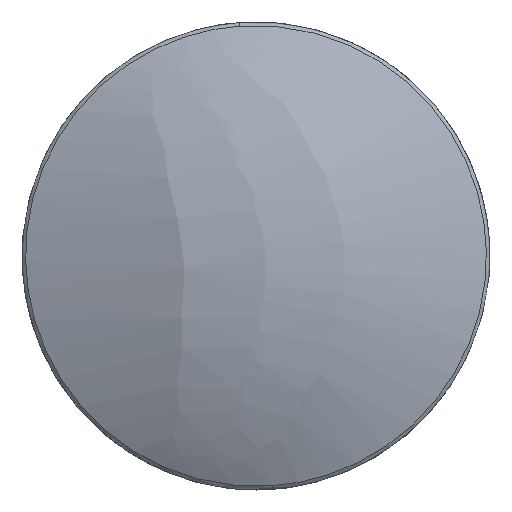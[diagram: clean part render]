
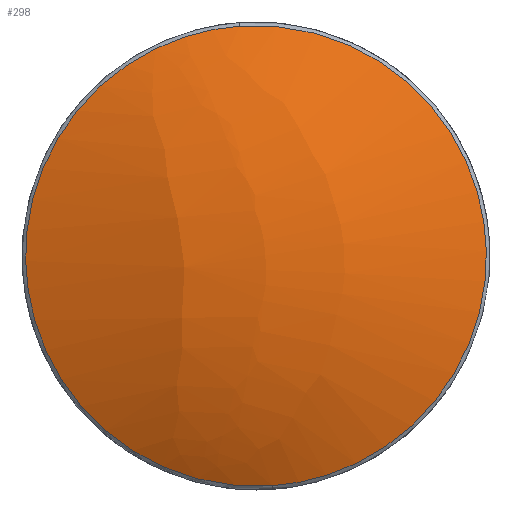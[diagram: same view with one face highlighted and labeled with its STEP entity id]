
A CAD part, top view. The second image highlights one B-rep face of the part: STEP entity #298.
In plain terms, the highlighted free-form (B-spline) face has degree [2, 2] with [3, 9] control points.
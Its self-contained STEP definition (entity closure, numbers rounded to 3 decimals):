
#298=ADVANCED_FACE('',(#561),#4005,.T.);
#561=FACE_OUTER_BOUND('',#848,.T.);
#848=EDGE_LOOP('',(#2036,#2037));
#2036=ORIENTED_EDGE('',*,*,#2744,.F.);
#2037=ORIENTED_EDGE('',*,*,#2706,.F.);
#2706=EDGE_CURVE('',#3732,#3756,#3348,.T.);
#2744=EDGE_CURVE('',#3756,#3732,#3376,.T.);
#3348=(
BOUNDED_CURVE()
B_SPLINE_CURVE(2,(#11449,#11450,#11451,#11452,#11453),.UNSPECIFIED.,.F.,
 .F.)
B_SPLINE_CURVE_WITH_KNOTS((3,2,3),(-7.854,-6.283,
-4.712),.UNSPECIFIED.)
CURVE()
GEOMETRIC_REPRESENTATION_ITEM()
RATIONAL_B_SPLINE_CURVE((1.,0.707,1.,0.707,1.))
REPRESENTATION_ITEM('')
);
#3376=(
BOUNDED_CURVE()
B_SPLINE_CURVE(2,(#11581,#11582,#11583,#11584,#11585),.UNSPECIFIED.,.F.,
 .F.)
B_SPLINE_CURVE_WITH_KNOTS((3,2,3),(-4.712,-3.142,
-1.571),.UNSPECIFIED.)
CURVE()
GEOMETRIC_REPRESENTATION_ITEM()
RATIONAL_B_SPLINE_CURVE((1.,0.707,1.,0.707,1.))
REPRESENTATION_ITEM('')
);
#3732=VERTEX_POINT('',#11066);
#3756=VERTEX_POINT('',#11090);
#4005=(
BOUNDED_SURFACE()
B_SPLINE_SURFACE(2,2,((#10350,#10351,#10352,#10353,#10354,#10355,#10356,
#10357,#10358),(#10359,#10360,#10361,#10362,#10363,#10364,#10365,#10366,
#10367),(#10368,#10369,#10370,#10371,#10372,#10373,#10374,#10375,#10376)),
 .UNSPECIFIED.,.F.,.F.,.F.)
B_SPLINE_SURFACE_WITH_KNOTS((3,3),(3,2,2,2,3),(5.819,6.742),
(0.,1.571,3.142,4.712,6.283),
 .UNSPECIFIED.)
GEOMETRIC_REPRESENTATION_ITEM()
RATIONAL_B_SPLINE_SURFACE(((1.,0.707,1.,0.707,1.,
0.707,1.,0.707,1.),(0.895,0.633,
0.895,0.633,0.895,0.633,
0.895,0.633,0.895),(1.,0.707,
1.,0.707,1.,0.707,1.,0.707,1.)))
REPRESENTATION_ITEM('')
SURFACE()
);
#10350=CARTESIAN_POINT('',(34.353,-33.32,30.805));
#10351=CARTESIAN_POINT('',(-29.521,-37.86,62.7));
#10352=CARTESIAN_POINT('',(-61.336,-40.121,-1.335));
#10353=CARTESIAN_POINT('',(-93.15,-42.382,-65.37));
#10354=CARTESIAN_POINT('',(-29.276,-37.842,-97.265));
#10355=CARTESIAN_POINT('',(34.598,-33.302,-129.16));
#10356=CARTESIAN_POINT('',(66.413,-31.041,-65.125));
#10357=CARTESIAN_POINT('',(98.227,-28.78,-1.09));
#10358=CARTESIAN_POINT('',(34.353,-33.32,30.805));
#10359=CARTESIAN_POINT('',(39.751,2.734,46.747));
#10360=CARTESIAN_POINT('',(-40.024,-2.936,86.582));
#10361=CARTESIAN_POINT('',(-79.759,-5.76,6.605));
#10362=CARTESIAN_POINT('',(-119.494,-8.584,-73.371));
#10363=CARTESIAN_POINT('',(-39.719,-2.914,-113.206));
#10364=CARTESIAN_POINT('',(40.057,2.756,-153.041));
#10365=CARTESIAN_POINT('',(79.791,5.58,-73.065));
#10366=CARTESIAN_POINT('',(119.526,8.404,6.912));
#10367=CARTESIAN_POINT('',(39.751,2.734,46.747));
#10368=CARTESIAN_POINT('',(29.383,37.758,30.968));
#10369=CARTESIAN_POINT('',(-34.654,33.206,62.944));
#10370=CARTESIAN_POINT('',(-66.549,30.939,-1.254));
#10371=CARTESIAN_POINT('',(-98.444,28.672,-65.452));
#10372=CARTESIAN_POINT('',(-34.408,33.224,-97.428));
#10373=CARTESIAN_POINT('',(29.628,37.775,-129.403));
#10374=CARTESIAN_POINT('',(61.523,40.042,-65.206));
#10375=CARTESIAN_POINT('',(93.419,42.309,-1.008));
#10376=CARTESIAN_POINT('',(29.383,37.758,30.968));
#11066=CARTESIAN_POINT('',(-2.513,35.491,38.49));
#11090=CARTESIAN_POINT('',(2.513,-35.217,38.49));
#11449=CARTESIAN_POINT('',(-2.513,35.491,38.49));
#11450=CARTESIAN_POINT('',(32.841,38.003,38.49));
#11451=CARTESIAN_POINT('',(35.354,2.65,38.49));
#11452=CARTESIAN_POINT('',(37.867,-32.704,38.49));
#11453=CARTESIAN_POINT('',(2.513,-35.217,38.49));
#11581=CARTESIAN_POINT('',(2.513,-35.217,38.49));
#11582=CARTESIAN_POINT('',(-32.841,-37.73,38.49));
#11583=CARTESIAN_POINT('',(-35.354,-2.376,38.49));
#11584=CARTESIAN_POINT('',(-37.867,32.978,38.49));
#11585=CARTESIAN_POINT('',(-2.513,35.491,38.49));
